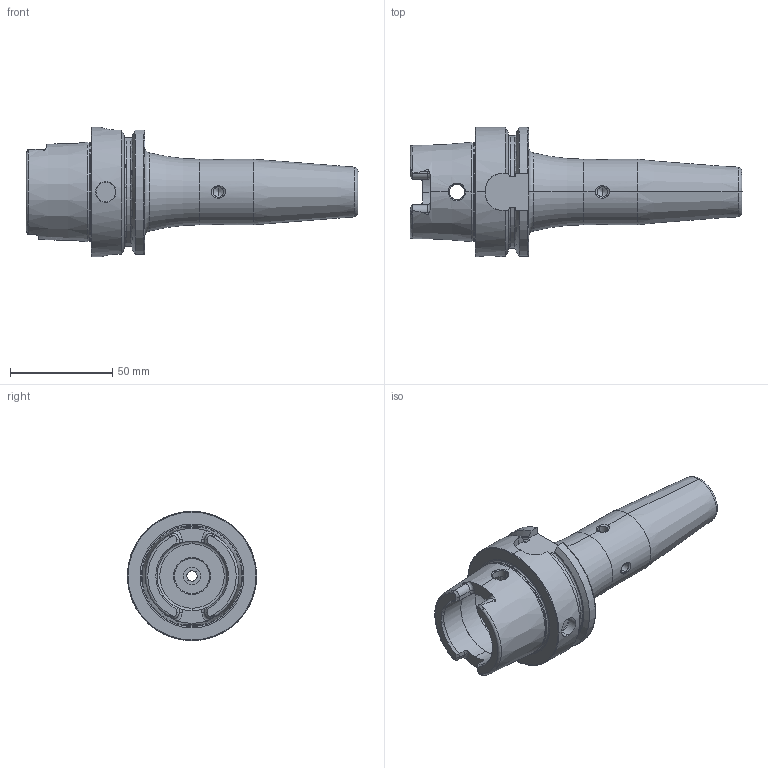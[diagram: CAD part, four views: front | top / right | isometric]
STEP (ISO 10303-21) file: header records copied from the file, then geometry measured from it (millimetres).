
FILE_DESCRIPTION (( 'STEP AP203' ), '1' );
FILE_NAME ('HA6-S12.K21.130.STEP', '2012-10-11T11:08:57', ( 'baer' ), ( 'Hewlett-Packard Company' ), 'SwSTEP 2.0', 'SolidWorks 2012', '' );
FILE_SCHEMA (( 'CONFIG_CONTROL_DESIGN' ));
Length unit declared in the file: millimetre
Products named in the file (4): HA6-S12.K21.130_C_Fertigbearbeitung; ERU-CJ2.001.006; ERU-AN4.K01.020_A; HA6-S12.K21.130
Assembly tree (4 placements, depth 2):
  HA6-S12.K21.130
    HA6-S12.K21.130_C_Fertigbearbeitung
    ERU-CJ2.001.006  x2
    ERU-AN4.K01.020_A
Bounding box: 161.98 x 63 x 63 mm (x, y, z)
Volume: 149814.7 mm3; surface area: 37442.3 mm2
Topology: 4 solids, 4 shells, 319 faces, 798 edges, 489 vertices
Faces by surface type: plane 101, cylinder 91, cone 74, torus 41, bspline 12
Entity records: 11665 total; most frequent: CARTESIAN_POINT 4201, ORIENTED_EDGE 1520, DIRECTION 1414, EDGE_CURVE 760, AXIS2_PLACEMENT_3D 555, VERTEX_POINT 469, EDGE_LOOP 323, LINE 304
